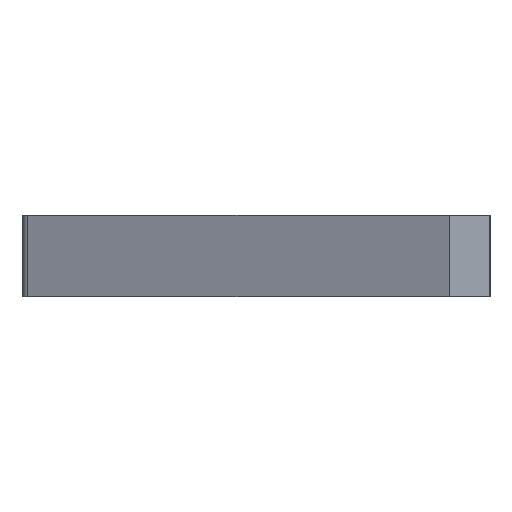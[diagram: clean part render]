
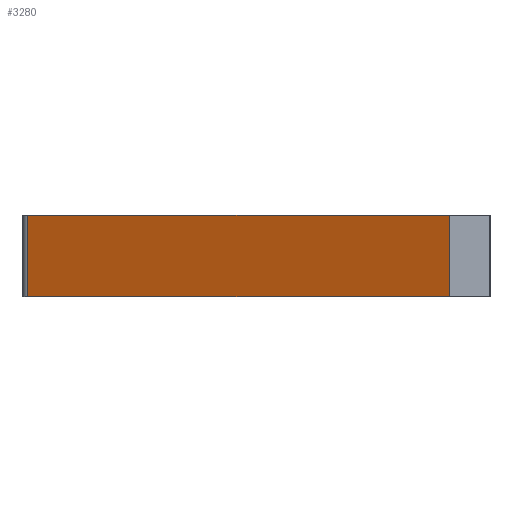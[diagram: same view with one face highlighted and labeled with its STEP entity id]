
A CAD part, left-side view. The second image highlights one B-rep face of the part: STEP entity #3280.
In plain terms, the highlighted planar face has unit normal (-0.906, 0.423, 0).
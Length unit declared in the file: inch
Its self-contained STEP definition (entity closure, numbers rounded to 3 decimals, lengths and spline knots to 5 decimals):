
#207=PLANE('',#3453);
#360=FACE_OUTER_BOUND('',#538,.T.);
#538=EDGE_LOOP('',(#2953,#2954,#2955,#2956));
#571=LINE('',#4234,#1018);
#576=LINE('',#4246,#1023);
#1006=LINE('',#5114,#1453);
#1007=LINE('',#5115,#1454);
#1018=VECTOR('',#3467,0.3937);
#1023=VECTOR('',#3478,0.3937);
#1453=VECTOR('',#4202,0.3937);
#1454=VECTOR('',#4203,0.3937);
#1472=VERTEX_POINT('',#4231);
#1473=VERTEX_POINT('',#4233);
#1477=VERTEX_POINT('',#4245);
#1768=VERTEX_POINT('',#5113);
#1774=EDGE_CURVE('',#1472,#1473,#571,.T.);
#1780=EDGE_CURVE('',#1473,#1477,#576,.T.);
#2214=EDGE_CURVE('',#1768,#1472,#1006,.T.);
#2215=EDGE_CURVE('',#1477,#1768,#1007,.T.);
#2953=ORIENTED_EDGE('',*,*,#1774,.F.);
#2954=ORIENTED_EDGE('',*,*,#2214,.F.);
#2955=ORIENTED_EDGE('',*,*,#2215,.F.);
#2956=ORIENTED_EDGE('',*,*,#1780,.F.);
#3280=ADVANCED_FACE('',(#360),#207,.T.);
#3453=AXIS2_PLACEMENT_3D('',#5112,#4200,#4201);
#3467=DIRECTION('',(0.,0.,1.));
#3478=DIRECTION('',(-0.423,-0.906,0.));
#4200=DIRECTION('center_axis',(-0.906,0.423,0.));
#4201=DIRECTION('ref_axis',(0.423,0.906,0.));
#4202=DIRECTION('',(0.423,0.906,0.));
#4203=DIRECTION('',(0.,0.,-1.));
#4231=CARTESIAN_POINT('',(-0.06036,4.44009,-7.87402));
#4233=CARTESIAN_POINT('',(-0.06036,4.44009,-7.08661));
#4234=CARTESIAN_POINT('',(-0.06036,4.44009,-7.48031));
#4245=CARTESIAN_POINT('',(-1.94722,0.3937,-7.08661));
#4246=CARTESIAN_POINT('',(0.,4.56953,-7.08661));
#5112=CARTESIAN_POINT('Origin',(-1.94722,0.3937,-7.48031));
#5113=CARTESIAN_POINT('',(-1.94722,0.3937,-7.87402));
#5114=CARTESIAN_POINT('',(0.,4.56953,-7.87402));
#5115=CARTESIAN_POINT('',(-1.94722,0.3937,-7.48031));
